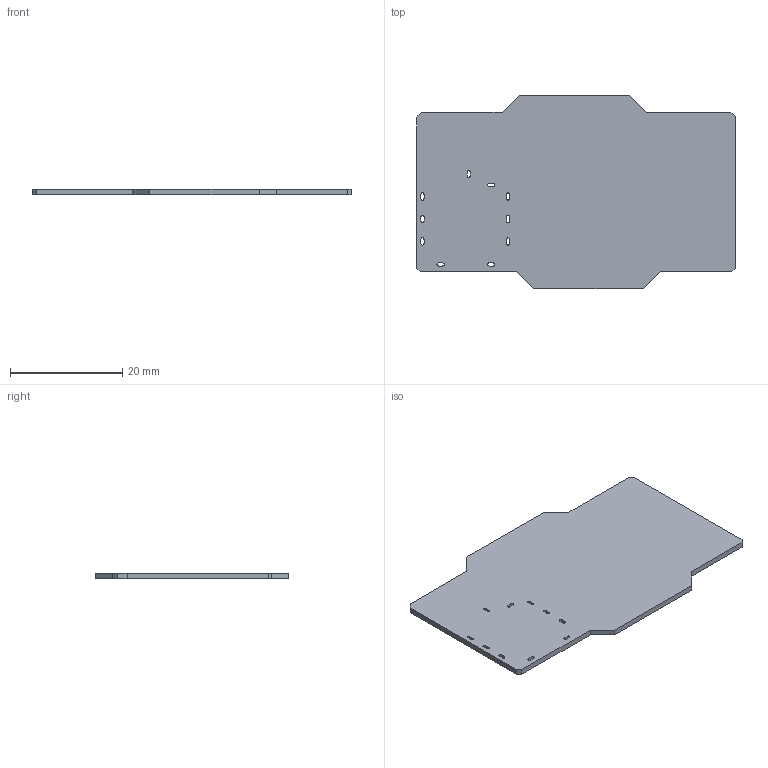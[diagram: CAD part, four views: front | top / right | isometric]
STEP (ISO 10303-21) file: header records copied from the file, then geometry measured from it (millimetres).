
FILE_DESCRIPTION(('Open CASCADE Model'),'2;1');
FILE_NAME('Open CASCADE Shape Model','2017-04-12T14:23:44',('Author'),( 'Open CASCADE'),'Open CASCADE STEP processor 6.8','Open CASCADE 6.8' ,'Unknown');
FILE_SCHEMA(('AUTOMOTIVE_DESIGN { 1 0 10303 214 1 1 1 1 }'));
Length unit declared in the file: millimetre
Products named in the file (2): PCB; BoardZ1
Assembly tree (1 placements, depth 2):
  PCB
    BoardZ1
Bounding box: 56.7 x 34.49 x 1.02 mm (x, y, z)
Volume: 1774.9 mm3; surface area: 3690 mm2
Topology: 1 solids, 1 shells, 59 faces, 171 edges, 114 vertices
Faces by surface type: plane 39, cylinder 20
Entity records: 4367 total; most frequent: CARTESIAN_POINT 928, DIRECTION 635, LINE 433, VECTOR 433, ORIENTED_EDGE 342, PCURVE 342, DEFINITIONAL_REPRESENTATION 342, EDGE_CURVE 171
